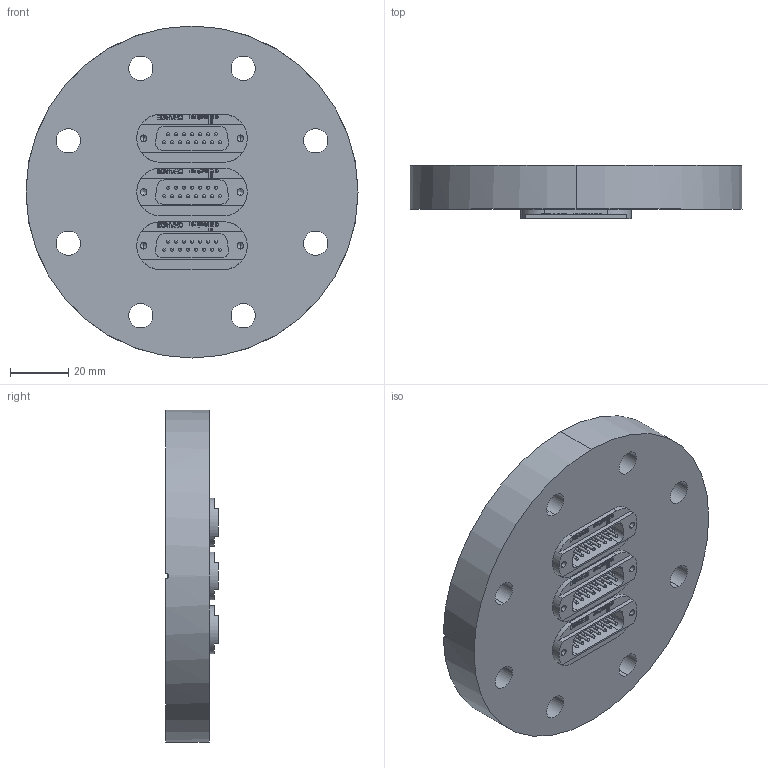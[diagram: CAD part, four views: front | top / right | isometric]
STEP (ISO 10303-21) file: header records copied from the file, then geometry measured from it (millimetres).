
FILE_DESCRIPTION (( 'STEP AP214' ), '1' );
FILE_NAME ('210-D15-C63-3.step', '2025-02-17T20:22:35', ( '' ), ( '' ), 'SwSTEP 2.0', 'SolidWorks 2022', '' );
FILE_SCHEMA (( 'AUTOMOTIVE_DESIGN' ));
Length unit declared in the file: millimetre
Products named in the file (5): 218-D9-37-SS_218-D15-SS; 9218-D9-37-SS-V22_15pin 1mm beschr. allectra; 9210-PIN-FENI_Pin vergoldet; 210-D15-C63-3; 9210-D15-C63-3_DN63
Assembly tree (20 placements, depth 3):
  210-D15-C63-3
    9210-D15-C63-3_DN63
    218-D9-37-SS_218-D15-SS  x3
      9218-D9-37-SS-V22_15pin 1mm beschr. allectra
      9210-PIN-FENI_Pin vergoldet
Bounding box: 114.3 x 18.2 x 114.3 mm (x, y, z)
Volume: 135681.4 mm3; surface area: 43365 mm2
Topology: 49 solids, 49 shells, 1047 faces, 2879 edges, 1894 vertices
Faces by surface type: plane 436, cylinder 406, sphere 90, bspline 81, cone 28, torus 6
Entity records: 12151 total; most frequent: CARTESIAN_POINT 3599, ORIENTED_EDGE 1710, DIRECTION 1695, EDGE_CURVE 855, AXIS2_PLACEMENT_3D 580, VERTEX_POINT 566, LINE 535, VECTOR 535
